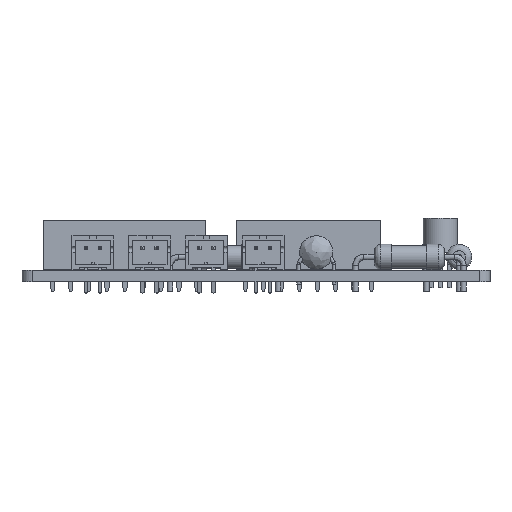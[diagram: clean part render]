
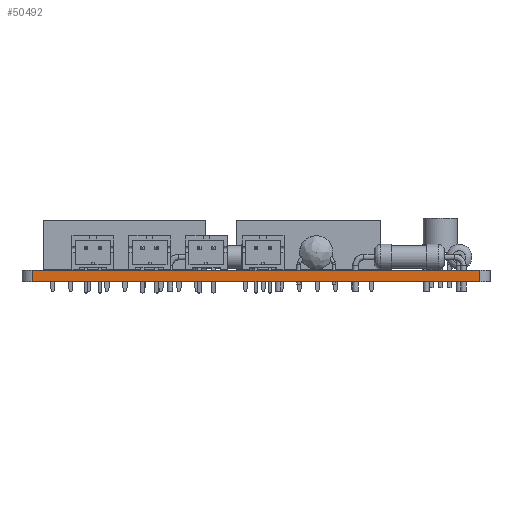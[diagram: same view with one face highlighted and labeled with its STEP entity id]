
A CAD part, left-side view. The second image highlights one B-rep face of the part: STEP entity #50492.
In plain terms, the highlighted planar face has unit normal (-1, 0, 0).
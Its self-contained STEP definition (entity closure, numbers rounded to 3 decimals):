
#44014 = PLANE('',#44015);
#44015 = AXIS2_PLACEMENT_3D('',#44016,#44017,#44018);
#44016 = CARTESIAN_POINT('',(132.343,-93.5,1.6));
#44017 = DIRECTION('',(-0.,-0.,-1.));
#44018 = DIRECTION('',(-1.,0.,0.));
#44068 = PLANE('',#44069);
#44069 = AXIS2_PLACEMENT_3D('',#44070,#44071,#44072);
#44070 = CARTESIAN_POINT('',(132.343,-93.5,0.));
#44071 = DIRECTION('',(-0.,-0.,-1.));
#44072 = DIRECTION('',(-1.,0.,0.));
#44209 = CYLINDRICAL_SURFACE('',#44210,1.5);
#44210 = AXIS2_PLACEMENT_3D('',#44211,#44212,#44213);
#44211 = CARTESIAN_POINT('',(95.061,-125.,0.));
#44212 = DIRECTION('',(-0.,-0.,-1.));
#44213 = DIRECTION('',(1.,0.,-0.));
#44248 = VERTEX_POINT('',#44249);
#44249 = CARTESIAN_POINT('',(93.561,-125.,0.));
#44275 = EDGE_CURVE('',#44248,#44276,#44278,.T.);
#44276 = VERTEX_POINT('',#44277);
#44277 = CARTESIAN_POINT('',(93.561,-62.,0.));
#44278 = SURFACE_CURVE('',#44279,(#44283,#44290),.PCURVE_S1.);
#44279 = LINE('',#44280,#44281);
#44280 = CARTESIAN_POINT('',(93.561,-125.,0.));
#44281 = VECTOR('',#44282,1.);
#44282 = DIRECTION('',(0.,1.,0.));
#44283 = PCURVE('',#44068,#44284);
#44284 = DEFINITIONAL_REPRESENTATION('',(#44285),#44289);
#44285 = LINE('',#44286,#44287);
#44286 = CARTESIAN_POINT('',(38.782,-31.5));
#44287 = VECTOR('',#44288,1.);
#44288 = DIRECTION('',(0.,1.));
#44289 = ( GEOMETRIC_REPRESENTATION_CONTEXT(2) 
PARAMETRIC_REPRESENTATION_CONTEXT() REPRESENTATION_CONTEXT('2D SPACE',''
  ) );
#44290 = PCURVE('',#44291,#44296);
#44291 = PLANE('',#44292);
#44292 = AXIS2_PLACEMENT_3D('',#44293,#44294,#44295);
#44293 = CARTESIAN_POINT('',(93.561,-125.,0.));
#44294 = DIRECTION('',(-1.,0.,0.));
#44295 = DIRECTION('',(0.,1.,0.));
#44296 = DEFINITIONAL_REPRESENTATION('',(#44297),#44301);
#44297 = LINE('',#44298,#44299);
#44298 = CARTESIAN_POINT('',(0.,0.));
#44299 = VECTOR('',#44300,1.);
#44300 = DIRECTION('',(1.,0.));
#44301 = ( GEOMETRIC_REPRESENTATION_CONTEXT(2) 
PARAMETRIC_REPRESENTATION_CONTEXT() REPRESENTATION_CONTEXT('2D SPACE',''
  ) );
#44324 = CYLINDRICAL_SURFACE('',#44325,1.5);
#44325 = AXIS2_PLACEMENT_3D('',#44326,#44327,#44328);
#44326 = CARTESIAN_POINT('',(95.061,-62.,0.));
#44327 = DIRECTION('',(-0.,-0.,-1.));
#44328 = DIRECTION('',(1.,0.,-0.));
#47568 = VERTEX_POINT('',#47569);
#47569 = CARTESIAN_POINT('',(93.561,-125.,1.6));
#47595 = EDGE_CURVE('',#47568,#47596,#47598,.T.);
#47596 = VERTEX_POINT('',#47597);
#47597 = CARTESIAN_POINT('',(93.561,-62.,1.6));
#47598 = SURFACE_CURVE('',#47599,(#47603,#47610),.PCURVE_S1.);
#47599 = LINE('',#47600,#47601);
#47600 = CARTESIAN_POINT('',(93.561,-125.,1.6));
#47601 = VECTOR('',#47602,1.);
#47602 = DIRECTION('',(0.,1.,0.));
#47603 = PCURVE('',#44014,#47604);
#47604 = DEFINITIONAL_REPRESENTATION('',(#47605),#47609);
#47605 = LINE('',#47606,#47607);
#47606 = CARTESIAN_POINT('',(38.782,-31.5));
#47607 = VECTOR('',#47608,1.);
#47608 = DIRECTION('',(0.,1.));
#47609 = ( GEOMETRIC_REPRESENTATION_CONTEXT(2) 
PARAMETRIC_REPRESENTATION_CONTEXT() REPRESENTATION_CONTEXT('2D SPACE',''
  ) );
#47610 = PCURVE('',#44291,#47611);
#47611 = DEFINITIONAL_REPRESENTATION('',(#47612),#47616);
#47612 = LINE('',#47613,#47614);
#47613 = CARTESIAN_POINT('',(0.,-1.6));
#47614 = VECTOR('',#47615,1.);
#47615 = DIRECTION('',(1.,0.));
#47616 = ( GEOMETRIC_REPRESENTATION_CONTEXT(2) 
PARAMETRIC_REPRESENTATION_CONTEXT() REPRESENTATION_CONTEXT('2D SPACE',''
  ) );
#50442 = EDGE_CURVE('',#44248,#47568,#50443,.T.);
#50443 = SURFACE_CURVE('',#50444,(#50448,#50455),.PCURVE_S1.);
#50444 = LINE('',#50445,#50446);
#50445 = CARTESIAN_POINT('',(93.561,-125.,0.));
#50446 = VECTOR('',#50447,1.);
#50447 = DIRECTION('',(0.,0.,1.));
#50448 = PCURVE('',#44209,#50449);
#50449 = DEFINITIONAL_REPRESENTATION('',(#50450),#50454);
#50450 = LINE('',#50451,#50452);
#50451 = CARTESIAN_POINT('',(-3.142,0.));
#50452 = VECTOR('',#50453,1.);
#50453 = DIRECTION('',(-0.,-1.));
#50454 = ( GEOMETRIC_REPRESENTATION_CONTEXT(2) 
PARAMETRIC_REPRESENTATION_CONTEXT() REPRESENTATION_CONTEXT('2D SPACE',''
  ) );
#50455 = PCURVE('',#44291,#50456);
#50456 = DEFINITIONAL_REPRESENTATION('',(#50457),#50461);
#50457 = LINE('',#50458,#50459);
#50458 = CARTESIAN_POINT('',(0.,0.));
#50459 = VECTOR('',#50460,1.);
#50460 = DIRECTION('',(0.,-1.));
#50461 = ( GEOMETRIC_REPRESENTATION_CONTEXT(2) 
PARAMETRIC_REPRESENTATION_CONTEXT() REPRESENTATION_CONTEXT('2D SPACE',''
  ) );
#50492 = ADVANCED_FACE('',(#50493),#44291,.T.);
#50493 = FACE_BOUND('',#50494,.T.);
#50494 = EDGE_LOOP('',(#50495,#50496,#50497,#50518));
#50495 = ORIENTED_EDGE('',*,*,#50442,.T.);
#50496 = ORIENTED_EDGE('',*,*,#47595,.T.);
#50497 = ORIENTED_EDGE('',*,*,#50498,.F.);
#50498 = EDGE_CURVE('',#44276,#47596,#50499,.T.);
#50499 = SURFACE_CURVE('',#50500,(#50504,#50511),.PCURVE_S1.);
#50500 = LINE('',#50501,#50502);
#50501 = CARTESIAN_POINT('',(93.561,-62.,0.));
#50502 = VECTOR('',#50503,1.);
#50503 = DIRECTION('',(0.,0.,1.));
#50504 = PCURVE('',#44291,#50505);
#50505 = DEFINITIONAL_REPRESENTATION('',(#50506),#50510);
#50506 = LINE('',#50507,#50508);
#50507 = CARTESIAN_POINT('',(63.,0.));
#50508 = VECTOR('',#50509,1.);
#50509 = DIRECTION('',(0.,-1.));
#50510 = ( GEOMETRIC_REPRESENTATION_CONTEXT(2) 
PARAMETRIC_REPRESENTATION_CONTEXT() REPRESENTATION_CONTEXT('2D SPACE',''
  ) );
#50511 = PCURVE('',#44324,#50512);
#50512 = DEFINITIONAL_REPRESENTATION('',(#50513),#50517);
#50513 = LINE('',#50514,#50515);
#50514 = CARTESIAN_POINT('',(-3.142,0.));
#50515 = VECTOR('',#50516,1.);
#50516 = DIRECTION('',(-0.,-1.));
#50517 = ( GEOMETRIC_REPRESENTATION_CONTEXT(2) 
PARAMETRIC_REPRESENTATION_CONTEXT() REPRESENTATION_CONTEXT('2D SPACE',''
  ) );
#50518 = ORIENTED_EDGE('',*,*,#44275,.F.);
